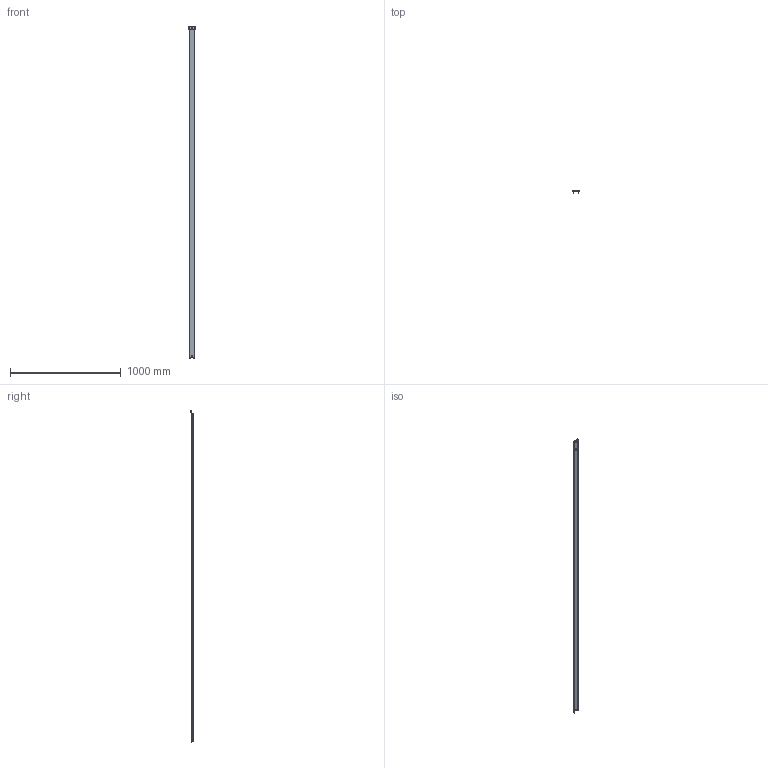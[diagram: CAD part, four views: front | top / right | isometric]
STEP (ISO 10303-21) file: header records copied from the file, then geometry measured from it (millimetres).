
FILE_DESCRIPTION (( 'STEP AP214' ), '1' );
FILE_NAME ('CLP1K-050-150-3_Êðûøêà íà ëîòîê îñí. 50-1,5ìì IEK.STEP', '2020-07-11T10:01:36', ( 'Igoran' ), ( '' ), 'SwSTEP 2.0', 'SolidWorks 2017', '' );
FILE_SCHEMA (( 'AUTOMOTIVE_DESIGN' ));
Length unit declared in the file: millimetre
Products named in the file (1): CLP1K-050-150-3_Êðûøêà íà ëîòîê îñí. 50-1,5ìì IEK
Bounding box: 56 x 18.44 x 3000 mm (x, y, z)
Volume: 378706.9 mm3; surface area: 514047.7 mm2
Topology: 1 solids, 1 shells, 176 faces, 439 edges, 275 vertices
Faces by surface type: plane 101, cylinder 38, torus 22, cone 8, bspline 7
Entity records: 7520 total; most frequent: CARTESIAN_POINT 3271, ORIENTED_EDGE 878, DIRECTION 874, EDGE_CURVE 439, AXIS2_PLACEMENT_3D 300, VERTEX_POINT 275, VECTOR 274, LINE 274
